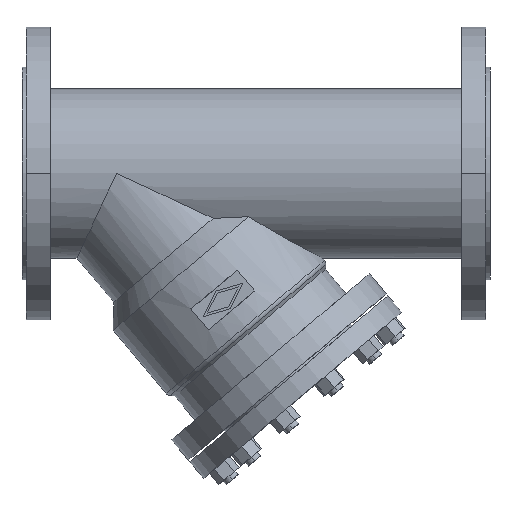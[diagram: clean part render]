
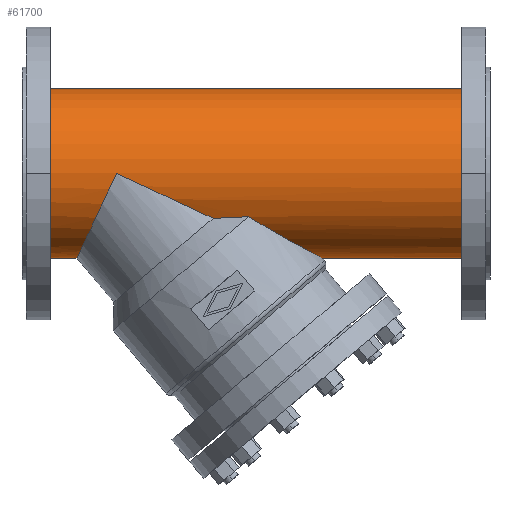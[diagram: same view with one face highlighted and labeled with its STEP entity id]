
A CAD part, top view. The second image highlights one B-rep face of the part: STEP entity #61700.
In plain terms, the highlighted cylindrical face has radius 87 mm (diameter 174 mm), a partial arc.
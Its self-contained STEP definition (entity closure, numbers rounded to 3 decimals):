
#2690=CARTESIAN_POINT('',(201.931,-125.052,0.));
#2700=DIRECTION('',(-0.643,0.766,
0.));
#2710=DIRECTION('',(-0.766,-0.643,
0.));
#2720=AXIS2_PLACEMENT_3D('',#2690,#2700,#2710);
#2730=CYLINDRICAL_SURFACE('',#2720,106.);
#2890=CARTESIAN_POINT('',(167.719,-84.28,0.));
#2900=DIRECTION('',(0.643,-0.766,0.));
#2910=DIRECTION('',(-0.766,-0.643,0.));
#2920=AXIS2_PLACEMENT_3D('',#2890,#2900,#2910);
#2930=CONICAL_SURFACE('',#2920,96.5,0.712);
#3260=CARTESIAN_POINT('',(240.,0.,0.));
#3270=DIRECTION('',(1.,0.,0.));
#3280=DIRECTION('',(0.,1.,0.));
#3290=AXIS2_PLACEMENT_3D('',#3260,#3270,#3280);
#3300=CYLINDRICAL_SURFACE('',#3290,87.);
#3390=CARTESIAN_POINT('',(128.824,-37.927,0.));
#3400=DIRECTION('',(-0.643,0.766,0.));
#3410=DIRECTION('',(-0.766,-0.643,
0.));
#3420=AXIS2_PLACEMENT_3D('',#3390,#3400,#3410);
#3430=CYLINDRICAL_SURFACE('',#3420,87.);
#3540=CARTESIAN_POINT('',(56.431,-87.,
0.));
#3550=VERTEX_POINT('',#3540);
#3700=CARTESIAN_POINT('',(97.,0.,0.));
#3710=DIRECTION('',(0.906,-0.423,
0.));
#3720=DIRECTION('',(0.423,0.906,
0.));
#3730=AXIS2_PLACEMENT_3D('',#3700,#3710,#3720);
#3740=ELLIPSE('',#3730,95.994,87.);
#3850=CARTESIAN_POINT('',(308.375,-87.,
0.));
#3860=VERTEX_POINT('',#3850);
#3980=CARTESIAN_POINT('',(232.325,-44.429,
74.8));
#3990=VERTEX_POINT('',#3980);
#4030=CARTESIAN_POINT('',(232.325,-44.429,
-74.8));
#4040=CARTESIAN_POINT('',(233.383,-45.086,
-74.41));
#4050=CARTESIAN_POINT('',(234.441,-45.738,
-74.011));
#4060=CARTESIAN_POINT('',(239.762,-48.996,
-71.958));
#4070=CARTESIAN_POINT('',(244.001,-51.525,
-70.17));
#4080=CARTESIAN_POINT('',(252.339,-56.408,
-66.308));
#4090=CARTESIAN_POINT('',(256.438,-58.762,
-64.234));
#4100=CARTESIAN_POINT('',(264.408,-63.276,
-59.793));
#4110=CARTESIAN_POINT('',(268.279,-65.436,
-57.426));
#4120=CARTESIAN_POINT('',(274.219,-68.716,
-53.394));
#4130=CARTESIAN_POINT('',(276.461,-69.946,
-51.778));
#4140=CARTESIAN_POINT('',(280.897,-72.366,
-48.338));
#4150=CARTESIAN_POINT('',(283.091,-73.556,
-46.514));
#4160=CARTESIAN_POINT('',(287.351,-75.855,
-42.662));
#4170=CARTESIAN_POINT('',(289.417,-76.964,
-40.635));
#4180=CARTESIAN_POINT('',(293.341,-79.062,
-36.384));
#4190=CARTESIAN_POINT('',(295.2,-80.051,
-34.161));
#4200=CARTESIAN_POINT('',(300.349,-82.784,
-27.214));
#4210=CARTESIAN_POINT('',(303.214,-84.292,
-22.21));
#4220=CARTESIAN_POINT('',(306.223,-85.873,
-14.222));
#4230=CARTESIAN_POINT('',(307.011,-86.286,
-11.479));
#4240=CARTESIAN_POINT('',(308.087,-86.849,
-5.847));
#4250=CARTESIAN_POINT('',(308.375,-87.,-2.957));
#4260=CARTESIAN_POINT('',(308.375,-87.,2.957));
#4270=CARTESIAN_POINT('',(308.087,-86.849,
5.847));
#4280=CARTESIAN_POINT('',(307.011,-86.286,
11.479));
#4290=CARTESIAN_POINT('',(306.223,-85.873,
14.222));
#4300=CARTESIAN_POINT('',(303.214,-84.292,
22.21));
#4310=CARTESIAN_POINT('',(300.349,-82.784,
27.214));
#4320=CARTESIAN_POINT('',(295.2,-80.051,
34.161));
#4330=CARTESIAN_POINT('',(293.341,-79.062,
36.384));
#4340=CARTESIAN_POINT('',(289.417,-76.964,
40.635));
#4350=CARTESIAN_POINT('',(287.351,-75.855,
42.662));
#4360=CARTESIAN_POINT('',(283.091,-73.556,
46.514));
#4370=CARTESIAN_POINT('',(280.897,-72.366,
48.338));
#4380=CARTESIAN_POINT('',(276.461,-69.946,
51.778));
#4390=CARTESIAN_POINT('',(274.219,-68.716,
53.394));
#4400=CARTESIAN_POINT('',(268.279,-65.436,
57.426));
#4410=CARTESIAN_POINT('',(264.408,-63.276,
59.793));
#4420=CARTESIAN_POINT('',(256.438,-58.762,
64.234));
#4430=CARTESIAN_POINT('',(252.339,-56.408,
66.308));
#4440=CARTESIAN_POINT('',(244.001,-51.525,
70.17));
#4450=CARTESIAN_POINT('',(239.762,-48.996,
71.958));
#4460=CARTESIAN_POINT('',(234.441,-45.738,
74.011));
#4470=CARTESIAN_POINT('',(233.383,-45.086,
74.41));
#4480=CARTESIAN_POINT('',(232.325,-44.429,
74.8));
#4490=B_SPLINE_CURVE_WITH_KNOTS('',3,(#4030,#4040,#4050,#4060,#4070,
#4080,#4090,#4100,#4110,#4120,#4130,#4140,#4150,#4160,#4170,#4180,#4190,
#4200,#4210,#4220,#4230,#4240,#4250,#4260,#4270,#4280,#4290,#4300,#4310,
#4320,#4330,#4340,#4350,#4360,#4370,#4380,#4390,#4400,#4410,#4420,#4430,
#4440,#4450,#4460,#4470,#4480),.UNSPECIFIED.,.F.,.F.,(4,2,2,2,2,2,2,2,2,
2,2,2,2,2,2,2,2,2,2,2,2,2,4),(70.366,74.032,
88.839,103.645,118.452,127.323,
136.195,145.067,153.939,171.682,
180.554,189.426,198.298,207.17,
224.913,233.785,242.657,251.529,
260.4,275.207,290.013,304.82,
308.486),.UNSPECIFIED.);
#4500=SURFACE_CURVE('',#4490,(#3300,#2730),.CURVE_3D.);
#4510=EDGE_CURVE('',#3860,#3990,#4500,.T.);
#7300=CARTESIAN_POINT('',(240.,87.,0.));
#7310=DIRECTION('',(1.,0.,0.));
#7320=VECTOR('',#7310,1.);
#7330=LINE('',#7300,#7320);
#7340=CARTESIAN_POINT('',(29.04,87.,0.));
#7350=VERTEX_POINT('',#7340);
#7360=CARTESIAN_POINT('',(450.96,87.,0.));
#7370=VERTEX_POINT('',#7360);
#7380=SURFACE_CURVE('',#7330,(#3300,#3300),.CURVE_3D.);
#7390=EDGE_CURVE('',#7350,#7370,#7380,.T.);
#7410=CARTESIAN_POINT('',(29.04,0.,0.));
#7420=DIRECTION('',(-1.,0.,0.));
#7430=DIRECTION('',(0.,1.,0.));
#7440=AXIS2_PLACEMENT_3D('',#7410,#7420,#7430);
#7450=CIRCLE('',#7440,87.);
#7460=CARTESIAN_POINT('',(29.04,-87.,0.));
#7470=VERTEX_POINT('',#7460);
#7480=CARTESIAN_POINT('',(29.04,98.06,0.))
;
#7490=DIRECTION('',(1.,0.,0.));
#7500=DIRECTION('',(0.,-1.,0.));
#7510=AXIS2_PLACEMENT_3D('',#7480,#7490,#7500);
#7520=PLANE('',#7510);
#7560=CARTESIAN_POINT('',(240.,-87.,0.));
#7570=DIRECTION('',(1.,0.,0.));
#7580=VECTOR('',#7570,1.);
#7590=LINE('',#7560,#7580);
#7600=SURFACE_CURVE('',#7590,(#3300,#3300),.CURVE_3D.);
#7610=EDGE_CURVE('',#7470,#3550,#7600,.T.);
#7690=CARTESIAN_POINT('',(450.96,-87.,0.));
#7700=VERTEX_POINT('',#7690);
#7710=SURFACE_CURVE('',#7590,(#3300,#3300),.CURVE_3D.);
#7720=EDGE_CURVE('',#3860,#7700,#7710,.T.);
#7740=CARTESIAN_POINT('',(450.96,0.,0.));
#7750=DIRECTION('',(-1.,0.,0.));
#7760=DIRECTION('',(0.,1.,0.));
#7770=AXIS2_PLACEMENT_3D('',#7740,#7750,#7760);
#7780=CIRCLE('',#7770,87.);
#7790=CARTESIAN_POINT('',(450.96,98.06,0.));
#7800=DIRECTION('',(-1.,0.,0.));
#7810=DIRECTION('',(0.,1.,0.));
#7820=AXIS2_PLACEMENT_3D('',#7790,#7800,#7810);
#7830=PLANE('',#7820);
#26540=SURFACE_CURVE('',#7450,(#3300,#7520),.CURVE_3D.);
#26550=EDGE_CURVE('',#7470,#7350,#26540,.T.);
#39300=SURFACE_CURVE('',#7780,(#3300,#7830),.CURVE_3D.);
#39310=EDGE_CURVE('',#7700,#7370,#39300,.T.);
#59340=CARTESIAN_POINT('',(97.,0.,
87.));
#59350=VERTEX_POINT('',#59340);
#59360=SURFACE_CURVE('',#3740,(#3430,#3300),.CURVE_3D.);
#59370=EDGE_CURVE('',#59350,#3550,#59360,.T.);
#59390=CARTESIAN_POINT('',(97.,0.,0.));
#59400=DIRECTION('',(-0.423,-0.906,0.));
#59410=DIRECTION('',(-0.906,0.423,
0.));
#59420=AXIS2_PLACEMENT_3D('',#59390,#59400,#59410);
#59430=ELLIPSE('',#59420,205.86,87.);
#59440=CARTESIAN_POINT('',(196.02,-46.174,
73.736));
#59450=VERTEX_POINT('',#59440);
#59460=SURFACE_CURVE('',#59430,(#3300,#3430),.CURVE_3D.);
#59470=EDGE_CURVE('',#59450,#59350,#59460,.T.);
#61000=CARTESIAN_POINT('',(196.02,-46.174,
73.736));
#61010=CARTESIAN_POINT('',(199.724,-45.815,
73.961));
#61020=CARTESIAN_POINT('',(203.436,-45.523,
74.14));
#61030=CARTESIAN_POINT('',(212.214,-44.962,
74.482));
#61040=CARTESIAN_POINT('',(217.271,-44.744,
74.612));
#61050=CARTESIAN_POINT('',(225.652,-44.512,
74.751));
#61060=CARTESIAN_POINT('',(229.012,-44.456,
74.784));
#61070=CARTESIAN_POINT('',(232.325,-44.429,
74.8));
#61080=B_SPLINE_CURVE_WITH_KNOTS('',3,(#61000,#61010,#61020,#61030,
#61040,#61050,#61060,#61070),.UNSPECIFIED.,.F.,.F.,(4,2,2,4),(
386.826,397.32,411.726,421.523),
.UNSPECIFIED.);
#61090=SURFACE_CURVE('',#61080,(#3300,#2930),.CURVE_3D.);
#61100=EDGE_CURVE('',#59450,#3990,#61090,.T.);
#61590=ORIENTED_EDGE('',*,*,#26550,.F.);
#61600=ORIENTED_EDGE('',*,*,#7390,.F.);
#61610=ORIENTED_EDGE('',*,*,#39310,.T.);
#61620=ORIENTED_EDGE('',*,*,#7720,.T.);
#61630=ORIENTED_EDGE('',*,*,#4510,.F.);
#61640=ORIENTED_EDGE('',*,*,#61100,.T.);
#61650=ORIENTED_EDGE('',*,*,#59470,.F.);
#61660=ORIENTED_EDGE('',*,*,#59370,.F.);
#61670=ORIENTED_EDGE('',*,*,#7610,.T.);
#61680=EDGE_LOOP('',(#61670,#61660,#61650,#61640,#61630,#61620,#61610,
#61600,#61590));
#61690=FACE_OUTER_BOUND('',#61680,.T.);
#61700=ADVANCED_FACE('',(#61690),#3300,.T.);
